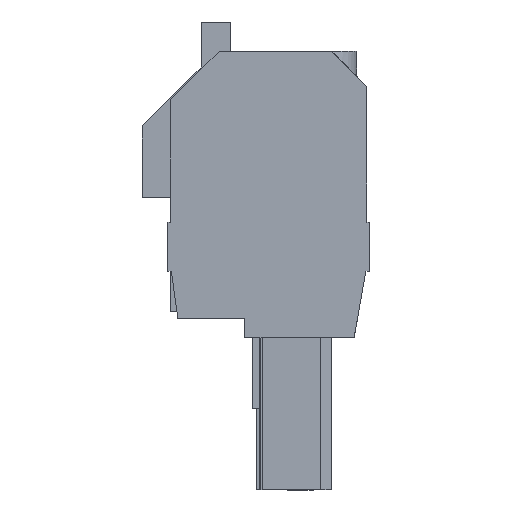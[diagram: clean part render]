
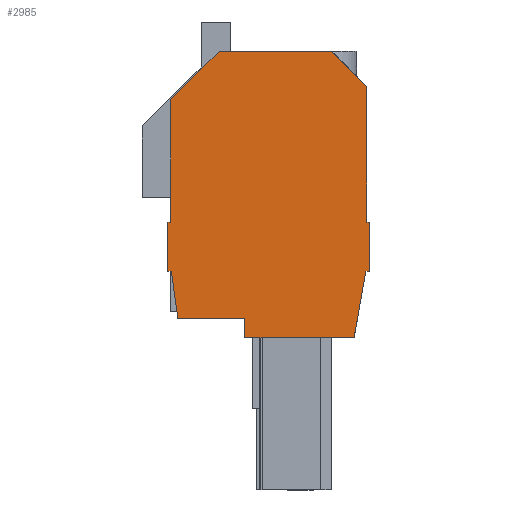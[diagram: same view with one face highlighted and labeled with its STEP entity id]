
A CAD part, left-side view. The second image highlights one B-rep face of the part: STEP entity #2985.
In plain terms, the highlighted planar face has unit normal (-1, 0, 0).
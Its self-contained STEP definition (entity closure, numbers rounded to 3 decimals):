
#2896=AXIS2_PLACEMENT_3D('Plane Axis2P3D',#2893,#2894,#2895) ;
#111=CARTESIAN_POINT('Vertex',(0.,20.3,27.3)) ;
#116=CARTESIAN_POINT('Line Origine',(0.,20.3,33.532)) ;
#120=CARTESIAN_POINT('Vertex',(0.,20.3,39.764)) ;
#247=CARTESIAN_POINT('Vertex',(0.,0.3,27.3)) ;
#438=CARTESIAN_POINT('Vertex',(0.,0.3,41.114)) ;
#441=CARTESIAN_POINT('Line Origine',(0.,0.3,34.207)) ;
#2233=CARTESIAN_POINT('Vertex',(0.,0.404,22.3)) ;
#2236=CARTESIAN_POINT('Line Origine',(0.,1.004,18.9)) ;
#2240=CARTESIAN_POINT('Vertex',(0.,1.603,15.5)) ;
#2291=CARTESIAN_POINT('Vertex',(0.,19.557,17.5)) ;
#2294=CARTESIAN_POINT('Line Origine',(0.,19.895,19.9)) ;
#2298=CARTESIAN_POINT('Vertex',(0.,20.232,22.3)) ;
#2758=CARTESIAN_POINT('Vertex',(0.,3.886,44.7)) ;
#2761=CARTESIAN_POINT('Line Origine',(0.,2.093,42.907)) ;
#2893=CARTESIAN_POINT('Axis2P3D Location',(0.,0.,0.)) ;
#2898=CARTESIAN_POINT('Line Origine',(0.,20.6,24.8)) ;
#2902=CARTESIAN_POINT('Vertex',(0.,20.6,27.3)) ;
#2904=CARTESIAN_POINT('Vertex',(0.,20.6,22.3)) ;
#2907=CARTESIAN_POINT('Line Origine',(0.,20.416,22.3)) ;
#2912=CARTESIAN_POINT('Line Origine',(0.,16.14,17.5)) ;
#2916=CARTESIAN_POINT('Vertex',(0.,12.723,17.5)) ;
#2919=CARTESIAN_POINT('Line Origine',(0.,12.723,16.5)) ;
#2923=CARTESIAN_POINT('Vertex',(0.,12.723,15.5)) ;
#2926=CARTESIAN_POINT('Line Origine',(0.,7.163,15.5)) ;
#2931=CARTESIAN_POINT('Line Origine',(0.,0.202,22.3)) ;
#2935=CARTESIAN_POINT('Vertex',(0.,0.,22.3)) ;
#2938=CARTESIAN_POINT('Line Origine',(0.,0.,24.8)) ;
#2942=CARTESIAN_POINT('Vertex',(0.,0.,27.3)) ;
#2945=CARTESIAN_POINT('Line Origine',(0.,0.15,27.3)) ;
#2950=CARTESIAN_POINT('Line Origine',(0.,9.625,44.7)) ;
#2954=CARTESIAN_POINT('Vertex',(0.,15.364,44.7)) ;
#2957=CARTESIAN_POINT('Line Origine',(0.,17.832,42.232)) ;
#2962=CARTESIAN_POINT('Line Origine',(0.,20.45,27.3)) ;
#117=DIRECTION('Vector Direction',(0.,0.,1.)) ;
#442=DIRECTION('Vector Direction',(0.,0.,-1.)) ;
#2237=DIRECTION('Vector Direction',(0.,0.174,-0.985)) ;
#2295=DIRECTION('Vector Direction',(0.,-0.139,-0.99)) ;
#2762=DIRECTION('Vector Direction',(0.,0.707,0.707)) ;
#2894=DIRECTION('Axis2P3D Direction',(-1.,0.,0.)) ;
#2895=DIRECTION('Axis2P3D XDirection',(0.,0.,1.)) ;
#2899=DIRECTION('Vector Direction',(0.,0.,-1.)) ;
#2908=DIRECTION('Vector Direction',(0.,-1.,0.)) ;
#2913=DIRECTION('Vector Direction',(0.,-1.,0.)) ;
#2920=DIRECTION('Vector Direction',(0.,0.,-1.)) ;
#2927=DIRECTION('Vector Direction',(0.,-1.,0.)) ;
#2932=DIRECTION('Vector Direction',(0.,-1.,0.)) ;
#2939=DIRECTION('Vector Direction',(0.,0.,1.)) ;
#2946=DIRECTION('Vector Direction',(0.,1.,0.)) ;
#2951=DIRECTION('Vector Direction',(0.,1.,0.)) ;
#2958=DIRECTION('Vector Direction',(0.,0.707,-0.707)) ;
#2963=DIRECTION('Vector Direction',(0.,1.,0.)) ;
#118=VECTOR('Line Direction',#117,1.) ;
#443=VECTOR('Line Direction',#442,1.) ;
#2238=VECTOR('Line Direction',#2237,1.) ;
#2296=VECTOR('Line Direction',#2295,1.) ;
#2763=VECTOR('Line Direction',#2762,1.) ;
#2900=VECTOR('Line Direction',#2899,1.) ;
#2909=VECTOR('Line Direction',#2908,1.) ;
#2914=VECTOR('Line Direction',#2913,1.) ;
#2921=VECTOR('Line Direction',#2920,1.) ;
#2928=VECTOR('Line Direction',#2927,1.) ;
#2933=VECTOR('Line Direction',#2932,1.) ;
#2940=VECTOR('Line Direction',#2939,1.) ;
#2947=VECTOR('Line Direction',#2946,1.) ;
#2952=VECTOR('Line Direction',#2951,1.) ;
#2959=VECTOR('Line Direction',#2958,1.) ;
#2964=VECTOR('Line Direction',#2963,1.) ;
#2968=ORIENTED_EDGE('',*,*,#2906,.T.) ;
#2969=ORIENTED_EDGE('',*,*,#2911,.T.) ;
#2970=ORIENTED_EDGE('',*,*,#2300,.T.) ;
#2971=ORIENTED_EDGE('',*,*,#2918,.T.) ;
#2972=ORIENTED_EDGE('',*,*,#2925,.T.) ;
#2973=ORIENTED_EDGE('',*,*,#2930,.T.) ;
#2974=ORIENTED_EDGE('',*,*,#2242,.T.) ;
#2975=ORIENTED_EDGE('',*,*,#2937,.T.) ;
#2976=ORIENTED_EDGE('',*,*,#2944,.T.) ;
#2977=ORIENTED_EDGE('',*,*,#2949,.T.) ;
#2978=ORIENTED_EDGE('',*,*,#445,.T.) ;
#2979=ORIENTED_EDGE('',*,*,#2765,.T.) ;
#2980=ORIENTED_EDGE('',*,*,#2956,.T.) ;
#2981=ORIENTED_EDGE('',*,*,#2961,.T.) ;
#2982=ORIENTED_EDGE('',*,*,#122,.T.) ;
#2983=ORIENTED_EDGE('',*,*,#2966,.T.) ;
#2985=ADVANCED_FACE('housing',(#2984),#2897,.T.) ;
#122=EDGE_CURVE('',#121,#112,#119,.F.) ;
#445=EDGE_CURVE('',#248,#439,#444,.F.) ;
#2242=EDGE_CURVE('',#2241,#2234,#2239,.F.) ;
#2300=EDGE_CURVE('',#2299,#2292,#2297,.T.) ;
#2765=EDGE_CURVE('',#439,#2759,#2764,.T.) ;
#2906=EDGE_CURVE('',#2903,#2905,#2901,.T.) ;
#2911=EDGE_CURVE('',#2905,#2299,#2910,.T.) ;
#2918=EDGE_CURVE('',#2292,#2917,#2915,.T.) ;
#2925=EDGE_CURVE('',#2917,#2924,#2922,.T.) ;
#2930=EDGE_CURVE('',#2924,#2241,#2929,.T.) ;
#2937=EDGE_CURVE('',#2234,#2936,#2934,.T.) ;
#2944=EDGE_CURVE('',#2936,#2943,#2941,.T.) ;
#2949=EDGE_CURVE('',#2943,#248,#2948,.T.) ;
#2956=EDGE_CURVE('',#2759,#2955,#2953,.T.) ;
#2961=EDGE_CURVE('',#2955,#121,#2960,.T.) ;
#2966=EDGE_CURVE('',#112,#2903,#2965,.T.) ;
#2967=EDGE_LOOP('',(#2968,#2969,#2970,#2971,#2972,#2973,#2974,#2975,#2976,#2977,#2978,#2979,#2980,#2981,#2982,#2983)) ;
#2984=FACE_OUTER_BOUND('',#2967,.T.) ;
#119=LINE('Line',#116,#118) ;
#444=LINE('Line',#441,#443) ;
#2239=LINE('Line',#2236,#2238) ;
#2297=LINE('Line',#2294,#2296) ;
#2764=LINE('Line',#2761,#2763) ;
#2901=LINE('Line',#2898,#2900) ;
#2910=LINE('Line',#2907,#2909) ;
#2915=LINE('Line',#2912,#2914) ;
#2922=LINE('Line',#2919,#2921) ;
#2929=LINE('Line',#2926,#2928) ;
#2934=LINE('Line',#2931,#2933) ;
#2941=LINE('Line',#2938,#2940) ;
#2948=LINE('Line',#2945,#2947) ;
#2953=LINE('Line',#2950,#2952) ;
#2960=LINE('Line',#2957,#2959) ;
#2965=LINE('Line',#2962,#2964) ;
#2897=PLANE('',#2896) ;
#112=VERTEX_POINT('',#111) ;
#121=VERTEX_POINT('',#120) ;
#248=VERTEX_POINT('',#247) ;
#439=VERTEX_POINT('',#438) ;
#2234=VERTEX_POINT('',#2233) ;
#2241=VERTEX_POINT('',#2240) ;
#2292=VERTEX_POINT('',#2291) ;
#2299=VERTEX_POINT('',#2298) ;
#2759=VERTEX_POINT('',#2758) ;
#2903=VERTEX_POINT('',#2902) ;
#2905=VERTEX_POINT('',#2904) ;
#2917=VERTEX_POINT('',#2916) ;
#2924=VERTEX_POINT('',#2923) ;
#2936=VERTEX_POINT('',#2935) ;
#2943=VERTEX_POINT('',#2942) ;
#2955=VERTEX_POINT('',#2954) ;
